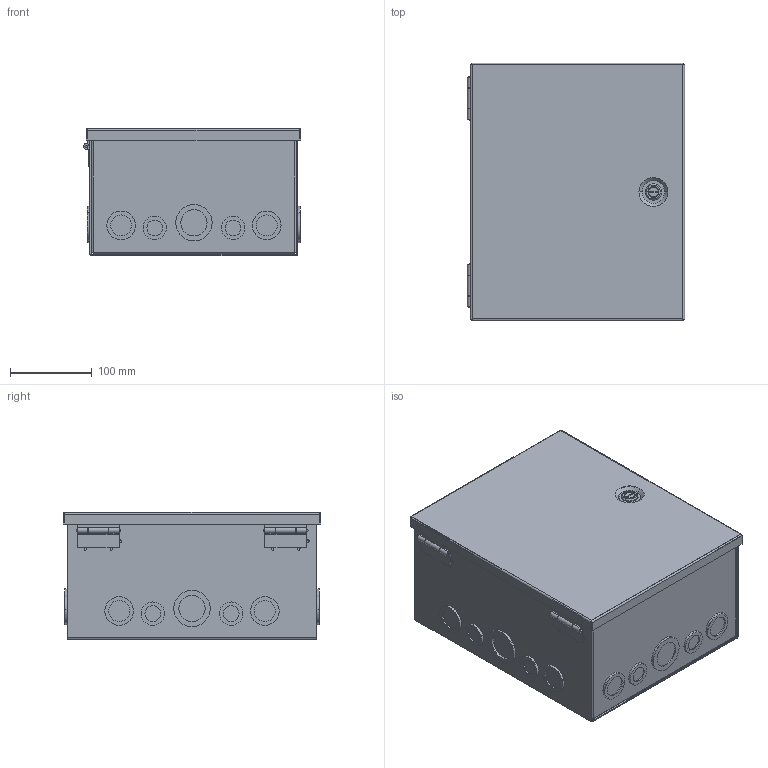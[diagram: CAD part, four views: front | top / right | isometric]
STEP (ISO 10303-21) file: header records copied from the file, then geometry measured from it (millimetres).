
FILE_DESCRIPTION (( 'STEP AP203' ), '1' );
FILE_NAME ('CHKO12106_Default.step', '2019-11-13T14:31:17', ( '' ), ( '' ), 'SwSTEP 2.0', 'SolidWorks 2019', '' );
FILE_SCHEMA (( 'CONFIG_CONTROL_DESIGN' ));
Length unit declared in the file: inch
Products named in the file (1): CHKO12106_Default
Bounding box: 265.25 x 314.45 x 155.4 mm (x, y, z)
Volume: 559594 mm3; surface area: 776272.9 mm2
Topology: 12 solids, 12 shells, 727 faces, 1725 edges, 1118 vertices
Faces by surface type: plane 352, cylinder 332, bspline 24, cone 15, torus 4
Entity records: 22505 total; most frequent: CARTESIAN_POINT 5197, DIRECTION 3756, ORIENTED_EDGE 3434, EDGE_CURVE 1717, AXIS2_PLACEMENT_3D 1419, VERTEX_POINT 1118, LINE 918, VECTOR 918
